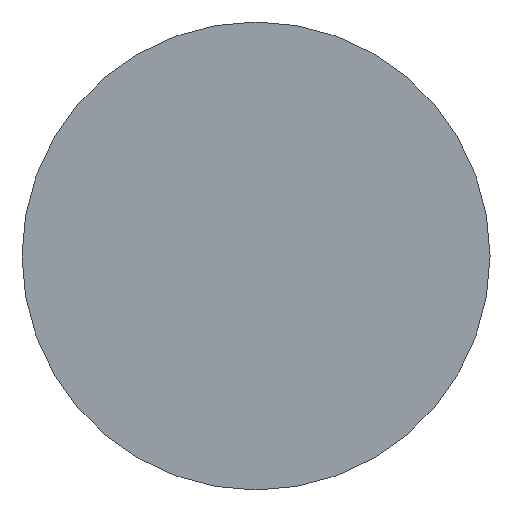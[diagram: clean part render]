
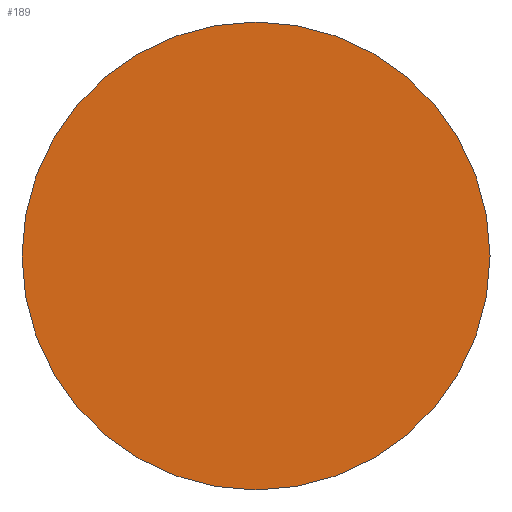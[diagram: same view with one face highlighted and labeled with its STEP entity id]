
A CAD part, front view. The second image highlights one B-rep face of the part: STEP entity #189.
In plain terms, the highlighted planar face has unit normal (0, -1, 0).
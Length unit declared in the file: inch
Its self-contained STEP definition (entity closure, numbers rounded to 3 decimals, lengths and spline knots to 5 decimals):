
#10 = CARTESIAN_POINT ( 'NONE',  ( 0., 0., 0. ) ) ;
#16 = CARTESIAN_POINT ( 'NONE',  ( 0., 0., -0.375 ) ) ;
#50 = DIRECTION ( 'NONE',  ( 0., 0., -1. ) ) ;
#58 = VERTEX_POINT ( 'NONE', #126 ) ;
#63 = DIRECTION ( 'NONE',  ( 0., 0., -1. ) ) ;
#73 = AXIS2_PLACEMENT_3D ( 'NONE', #78, #439, #50 ) ;
#74 = CIRCLE ( 'NONE', #391, 0.375 ) ;
#78 = CARTESIAN_POINT ( 'NONE',  ( 0., 0., 0. ) ) ;
#94 = PLANE ( 'NONE',  #222 ) ;
#126 = CARTESIAN_POINT ( 'NONE',  ( 0., 0., 0.375 ) ) ;
#161 = DIRECTION ( 'NONE',  ( 0., -1., 0. ) ) ;
#189 = ADVANCED_FACE ( 'NONE', ( #404 ), #94, .T. ) ;
#222 = AXIS2_PLACEMENT_3D ( 'NONE', #383, #253, #63 ) ;
#232 = ORIENTED_EDGE ( 'NONE', *, *, #262, .T. ) ;
#247 = ORIENTED_EDGE ( 'NONE', *, *, #366, .T. ) ;
#252 = EDGE_LOOP ( 'NONE', ( #232, #247 ) ) ;
#253 = DIRECTION ( 'NONE',  ( 0., -1., 0. ) ) ;
#262 = EDGE_CURVE ( 'NONE', #385, #58, #356, .T. ) ;
#305 = DIRECTION ( 'NONE',  ( 0., 0., -1. ) ) ;
#356 = CIRCLE ( 'NONE', #73, 0.375 ) ;
#366 = EDGE_CURVE ( 'NONE', #58, #385, #74, .T. ) ;
#383 = CARTESIAN_POINT ( 'NONE',  ( 0., 0., 0. ) ) ;
#385 = VERTEX_POINT ( 'NONE', #16 ) ;
#391 = AXIS2_PLACEMENT_3D ( 'NONE', #10, #161, #305 ) ;
#404 = FACE_OUTER_BOUND ( 'NONE', #252, .T. ) ;
#439 = DIRECTION ( 'NONE',  ( 0., -1., 0. ) ) ;
